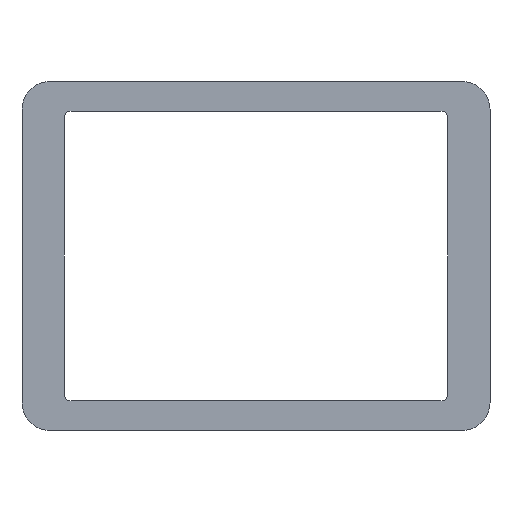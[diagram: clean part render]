
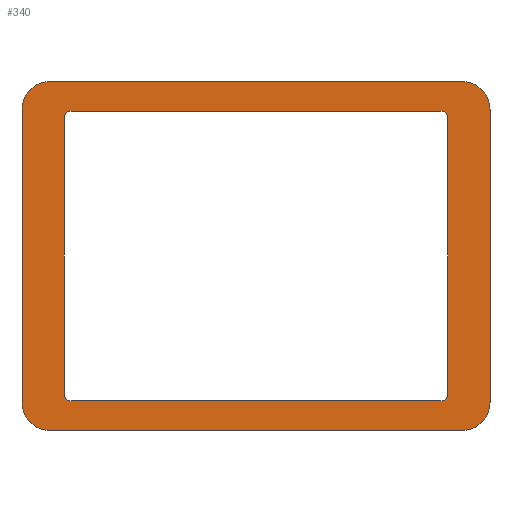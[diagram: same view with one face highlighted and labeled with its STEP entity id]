
A CAD part, front view. The second image highlights one B-rep face of the part: STEP entity #340.
In plain terms, the highlighted planar face has unit normal (0, -1, 0).
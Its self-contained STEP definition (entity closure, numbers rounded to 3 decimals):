
#8 = CARTESIAN_POINT ( 'NONE',  ( -22.5, 4.1, -19. ) ) ;
#9 = CARTESIAN_POINT ( 'NONE',  ( -20.15, 4.1, 15.8 ) ) ;
#17 = CARTESIAN_POINT ( 'NONE',  ( 22.5, 4.1, 16. ) ) ;
#18 = LINE ( 'NONE', #204, #297 ) ;
#24 = CARTESIAN_POINT ( 'NONE',  ( 22.5, 4.1, 15.8 ) ) ;
#28 = LINE ( 'NONE', #24, #193 ) ;
#29 = ORIENTED_EDGE ( 'NONE', *, *, #52, .F. ) ;
#40 = DIRECTION ( 'NONE',  ( 0., 1., 0. ) ) ;
#42 = EDGE_CURVE ( 'NONE', #312, #317, #245, .T. ) ;
#44 = CIRCLE ( 'NONE', #142, 0.75 ) ;
#45 = AXIS2_PLACEMENT_3D ( 'NONE', #233, #286, #471 ) ;
#47 = DIRECTION ( 'NONE',  ( 0., 0., 1. ) ) ;
#52 = EDGE_CURVE ( 'NONE', #296, #450, #62, .T. ) ;
#53 = CARTESIAN_POINT ( 'NONE',  ( 25.5, 4.1, 16. ) ) ;
#55 = CIRCLE ( 'NONE', #328, 0.75 ) ;
#56 = CARTESIAN_POINT ( 'NONE',  ( 22.5, 4.1, -19. ) ) ;
#62 = CIRCLE ( 'NONE', #406, 3. ) ;
#71 = CIRCLE ( 'NONE', #524, 0.75 ) ;
#72 = DIRECTION ( 'NONE',  ( 0., 0., 1. ) ) ;
#77 = DIRECTION ( 'NONE',  ( 0., 1., 0. ) ) ;
#78 = VERTEX_POINT ( 'NONE', #9 ) ;
#79 = DIRECTION ( 'NONE',  ( 0., 1., 0. ) ) ;
#81 = ORIENTED_EDGE ( 'NONE', *, *, #393, .T. ) ;
#86 = CARTESIAN_POINT ( 'NONE',  ( 20.9, 4.1, -15.05 ) ) ;
#89 = DIRECTION ( 'NONE',  ( 0., 1., 0. ) ) ;
#92 = CARTESIAN_POINT ( 'NONE',  ( 20.15, 4.1, -15.8 ) ) ;
#96 = CARTESIAN_POINT ( 'NONE',  ( -20.9, 4.1, 15.05 ) ) ;
#113 = VERTEX_POINT ( 'NONE', #480 ) ;
#114 = DIRECTION ( 'NONE',  ( 0., 1., 0. ) ) ;
#124 = FACE_OUTER_BOUND ( 'NONE', #418, .T. ) ;
#134 = ORIENTED_EDGE ( 'NONE', *, *, #443, .F. ) ;
#138 = DIRECTION ( 'NONE',  ( -1., 0., 0. ) ) ;
#139 = EDGE_CURVE ( 'NONE', #499, #312, #44, .T. ) ;
#142 = AXIS2_PLACEMENT_3D ( 'NONE', #535, #114, #72 ) ;
#143 = LINE ( 'NONE', #365, #579 ) ;
#145 = DIRECTION ( 'NONE',  ( 0., 1., 0. ) ) ;
#159 = DIRECTION ( 'NONE',  ( 0., 0., 1. ) ) ;
#165 = ORIENTED_EDGE ( 'NONE', *, *, #322, .F. ) ;
#172 = EDGE_LOOP ( 'NONE', ( #516, #189, #320, #81, #581, #360, #396, #539 ) ) ;
#176 = CARTESIAN_POINT ( 'NONE',  ( 22.5, 4.1, -16. ) ) ;
#186 = EDGE_CURVE ( 'NONE', #78, #499, #28, .T. ) ;
#187 = DIRECTION ( 'NONE',  ( 0., 0., 1. ) ) ;
#188 = CARTESIAN_POINT ( 'NONE',  ( -20.9, 4.1, -15.05 ) ) ;
#189 = ORIENTED_EDGE ( 'NONE', *, *, #221, .T. ) ;
#190 = DIRECTION ( 'NONE',  ( 0., 0., 1. ) ) ;
#193 = VECTOR ( 'NONE', #347, 1000. ) ;
#204 = CARTESIAN_POINT ( 'NONE',  ( 25.5, 4.1, -16. ) ) ;
#209 = VECTOR ( 'NONE', #138, 1000. ) ;
#217 = CIRCLE ( 'NONE', #227, 0.75 ) ;
#221 = EDGE_CURVE ( 'NONE', #317, #575, #217, .T. ) ;
#223 = VERTEX_POINT ( 'NONE', #357 ) ;
#227 = AXIS2_PLACEMENT_3D ( 'NONE', #252, #404, #587 ) ;
#230 = CARTESIAN_POINT ( 'NONE',  ( -25.5, 4.1, -16. ) ) ;
#232 = DIRECTION ( 'NONE',  ( 0., 0., 1. ) ) ;
#233 = CARTESIAN_POINT ( 'NONE',  ( 22.5, 4.1, -16. ) ) ;
#245 = LINE ( 'NONE', #292, #500 ) ;
#252 = CARTESIAN_POINT ( 'NONE',  ( 20.15, 4.1, -15.05 ) ) ;
#256 = EDGE_CURVE ( 'NONE', #450, #223, #18, .T. ) ;
#257 = CARTESIAN_POINT ( 'NONE',  ( -25.5, 4.1, 16. ) ) ;
#258 = VERTEX_POINT ( 'NONE', #494 ) ;
#264 = AXIS2_PLACEMENT_3D ( 'NONE', #556, #79, #319 ) ;
#267 = CARTESIAN_POINT ( 'NONE',  ( 20.9, 4.1, 15.05 ) ) ;
#268 = ORIENTED_EDGE ( 'NONE', *, *, #311, .F. ) ;
#273 = EDGE_CURVE ( 'NONE', #399, #290, #310, .T. ) ;
#278 = CARTESIAN_POINT ( 'NONE',  ( -20.15, 4.1, -15.05 ) ) ;
#280 = CARTESIAN_POINT ( 'NONE',  ( -20.15, 4.1, 15.05 ) ) ;
#286 = DIRECTION ( 'NONE',  ( 0., 1., 0. ) ) ;
#287 = VECTOR ( 'NONE', #323, 1000. ) ;
#290 = VERTEX_POINT ( 'NONE', #257 ) ;
#292 = CARTESIAN_POINT ( 'NONE',  ( 20.9, 4.1, -16. ) ) ;
#296 = VERTEX_POINT ( 'NONE', #362 ) ;
#297 = VECTOR ( 'NONE', #392, 1000. ) ;
#298 = CIRCLE ( 'NONE', #572, 3. ) ;
#310 = LINE ( 'NONE', #496, #544 ) ;
#311 = EDGE_CURVE ( 'NONE', #463, #399, #533, .T. ) ;
#312 = VERTEX_POINT ( 'NONE', #267 ) ;
#316 = LINE ( 'NONE', #561, #209 ) ;
#317 = VERTEX_POINT ( 'NONE', #86 ) ;
#319 = DIRECTION ( 'NONE',  ( 0., 0., 1. ) ) ;
#320 = ORIENTED_EDGE ( 'NONE', *, *, #501, .T. ) ;
#322 = EDGE_CURVE ( 'NONE', #469, #463, #420, .T. ) ;
#323 = DIRECTION ( 'NONE',  ( -1., 0., 0. ) ) ;
#328 = AXIS2_PLACEMENT_3D ( 'NONE', #278, #77, #47 ) ;
#335 = DIRECTION ( 'NONE',  ( 0., 0., 1. ) ) ;
#340 = ADVANCED_FACE ( 'NONE', ( #367, #124 ), #410, .F. ) ;
#347 = DIRECTION ( 'NONE',  ( 1., 0., 0. ) ) ;
#357 = CARTESIAN_POINT ( 'NONE',  ( 25.5, 4.1, -16. ) ) ;
#360 = ORIENTED_EDGE ( 'NONE', *, *, #515, .T. ) ;
#362 = CARTESIAN_POINT ( 'NONE',  ( 22.5, 4.1, 19. ) ) ;
#365 = CARTESIAN_POINT ( 'NONE',  ( -20.9, 4.1, -16. ) ) ;
#367 = FACE_BOUND ( 'NONE', #172, .T. ) ;
#376 = CARTESIAN_POINT ( 'NONE',  ( 20.15, 4.1, 15.8 ) ) ;
#378 = LINE ( 'NONE', #566, #447 ) ;
#392 = DIRECTION ( 'NONE',  ( 0., 0., -1. ) ) ;
#393 = EDGE_CURVE ( 'NONE', #258, #401, #55, .T. ) ;
#396 = ORIENTED_EDGE ( 'NONE', *, *, #186, .T. ) ;
#397 = CIRCLE ( 'NONE', #45, 3. ) ;
#399 = VERTEX_POINT ( 'NONE', #230 ) ;
#401 = VERTEX_POINT ( 'NONE', #188 ) ;
#404 = DIRECTION ( 'NONE',  ( 0., 1., 0. ) ) ;
#406 = AXIS2_PLACEMENT_3D ( 'NONE', #17, #145, #335 ) ;
#410 = PLANE ( 'NONE',  #523 ) ;
#418 = EDGE_LOOP ( 'NONE', ( #134, #442, #29, #545, #429, #586, #268, #165 ) ) ;
#420 = LINE ( 'NONE', #594, #287 ) ;
#429 = ORIENTED_EDGE ( 'NONE', *, *, #568, .F. ) ;
#434 = EDGE_CURVE ( 'NONE', #113, #296, #378, .T. ) ;
#437 = DIRECTION ( 'NONE',  ( 0., 0., -1. ) ) ;
#442 = ORIENTED_EDGE ( 'NONE', *, *, #256, .F. ) ;
#443 = EDGE_CURVE ( 'NONE', #223, #469, #397, .T. ) ;
#447 = VECTOR ( 'NONE', #564, 1000. ) ;
#450 = VERTEX_POINT ( 'NONE', #53 ) ;
#463 = VERTEX_POINT ( 'NONE', #8 ) ;
#467 = DIRECTION ( 'NONE',  ( 0., 1., 0. ) ) ;
#469 = VERTEX_POINT ( 'NONE', #56 ) ;
#471 = DIRECTION ( 'NONE',  ( 0., 0., 1. ) ) ;
#480 = CARTESIAN_POINT ( 'NONE',  ( -22.5, 4.1, 19. ) ) ;
#494 = CARTESIAN_POINT ( 'NONE',  ( -20.15, 4.1, -15.8 ) ) ;
#495 = VERTEX_POINT ( 'NONE', #96 ) ;
#496 = CARTESIAN_POINT ( 'NONE',  ( -25.5, 4.1, -16. ) ) ;
#499 = VERTEX_POINT ( 'NONE', #376 ) ;
#500 = VECTOR ( 'NONE', #437, 1000. ) ;
#501 = EDGE_CURVE ( 'NONE', #575, #258, #316, .T. ) ;
#505 = CARTESIAN_POINT ( 'NONE',  ( -22.5, 4.1, 16. ) ) ;
#515 = EDGE_CURVE ( 'NONE', #495, #78, #71, .T. ) ;
#516 = ORIENTED_EDGE ( 'NONE', *, *, #42, .T. ) ;
#522 = EDGE_CURVE ( 'NONE', #401, #495, #143, .T. ) ;
#523 = AXIS2_PLACEMENT_3D ( 'NONE', #176, #89, #551 ) ;
#524 = AXIS2_PLACEMENT_3D ( 'NONE', #280, #40, #187 ) ;
#533 = CIRCLE ( 'NONE', #264, 3. ) ;
#535 = CARTESIAN_POINT ( 'NONE',  ( 20.15, 4.1, 15.05 ) ) ;
#539 = ORIENTED_EDGE ( 'NONE', *, *, #139, .T. ) ;
#544 = VECTOR ( 'NONE', #159, 1000. ) ;
#545 = ORIENTED_EDGE ( 'NONE', *, *, #434, .F. ) ;
#551 = DIRECTION ( 'NONE',  ( 0., 0., 1. ) ) ;
#556 = CARTESIAN_POINT ( 'NONE',  ( -22.5, 4.1, -16. ) ) ;
#561 = CARTESIAN_POINT ( 'NONE',  ( 22.5, 4.1, -15.8 ) ) ;
#564 = DIRECTION ( 'NONE',  ( 1., 0., 0. ) ) ;
#566 = CARTESIAN_POINT ( 'NONE',  ( 22.5, 4.1, 19. ) ) ;
#568 = EDGE_CURVE ( 'NONE', #290, #113, #298, .T. ) ;
#572 = AXIS2_PLACEMENT_3D ( 'NONE', #505, #467, #232 ) ;
#575 = VERTEX_POINT ( 'NONE', #92 ) ;
#579 = VECTOR ( 'NONE', #190, 1000. ) ;
#581 = ORIENTED_EDGE ( 'NONE', *, *, #522, .T. ) ;
#586 = ORIENTED_EDGE ( 'NONE', *, *, #273, .F. ) ;
#587 = DIRECTION ( 'NONE',  ( 0., 0., 1. ) ) ;
#594 = CARTESIAN_POINT ( 'NONE',  ( 22.5, 4.1, -19. ) ) ;
